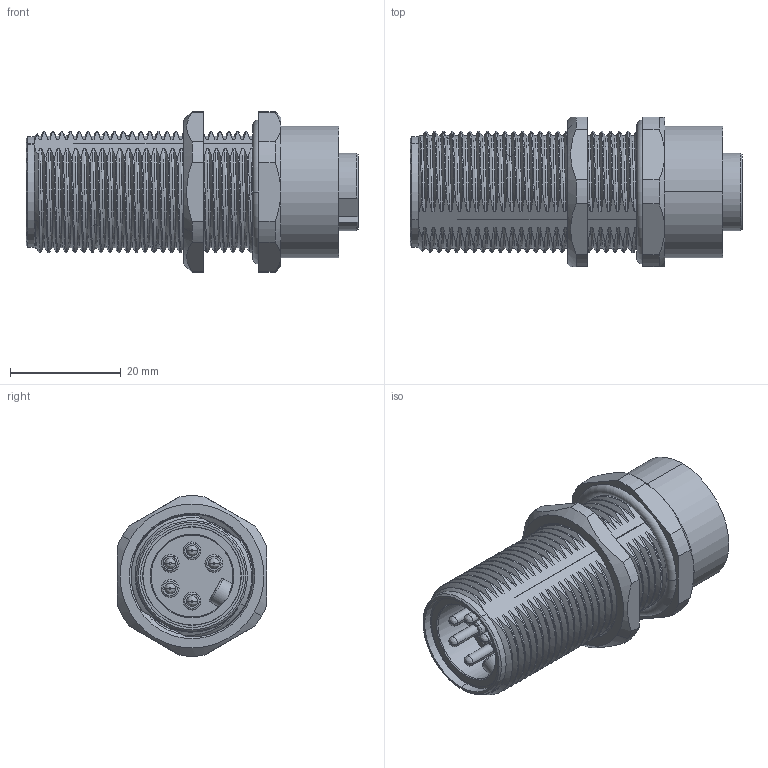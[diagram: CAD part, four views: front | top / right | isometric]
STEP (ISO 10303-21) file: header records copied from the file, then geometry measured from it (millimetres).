
FILE_DESCRIPTION((''),'2;1');
FILE_NAME('7_8_M_F_05-ZP_SW0001','2020-12-17T',('tc.chen'),(''),'PRO/ENGINEER BY PARAMETRIC TECHNOLOGY CORPORATION, 2012480','PRO/ENGINEER BY PARAMETRIC TECHNOLOGY CORPORATION, 2012480','');
FILE_SCHEMA(('AUTOMOTIVE_DESIGN { 1 0 10303 214 1 1 1 1 }'));
Length unit declared in the file: millimetre
Products named in the file (1): 7_8_M_F_05-ZP_SW0001
Bounding box: 59.95 x 27 x 28.96 mm (x, y, z)
Volume: 20130.4 mm3; surface area: 11559.3 mm2
Topology: 2 solids, 3 shells, 586 faces, 1602 edges, 1054 vertices
Faces by surface type: bspline 200, cylinder 129, plane 121, cone 81, torus 35, revolution 20
Entity records: 35192 total; most frequent: CARTESIAN_POINT 20009, ORIENTED_EDGE 3204, DIRECTION 1997, EDGE_CURVE 1602, VERTEX_POINT 1054, B_SPLINE_CURVE_WITH_KNOTS 793, AXIS2_PLACEMENT_3D 782, EDGE_LOOP 620
